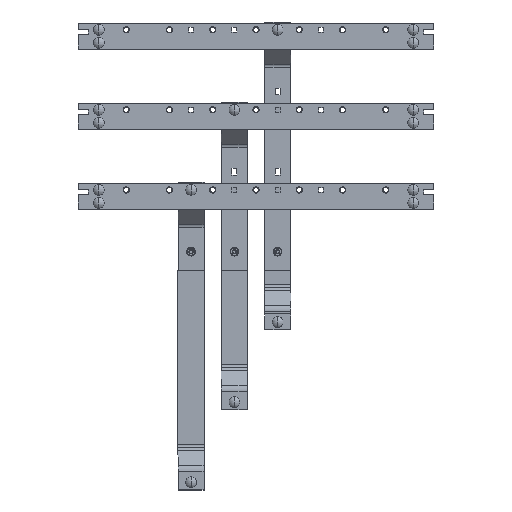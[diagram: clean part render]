
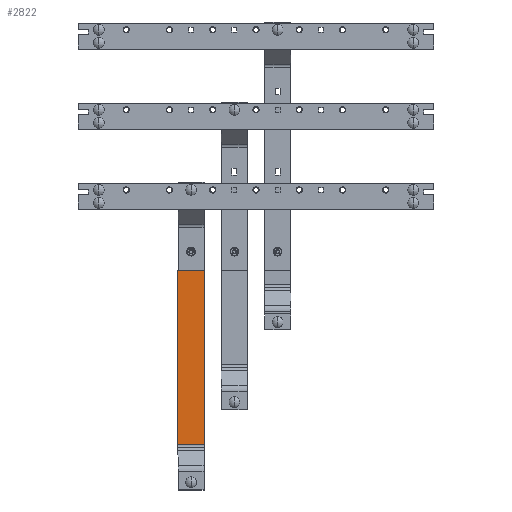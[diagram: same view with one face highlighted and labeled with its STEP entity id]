
A CAD part, top view. The second image highlights one B-rep face of the part: STEP entity #2822.
In plain terms, the highlighted planar face has unit normal (0, 0, 1).
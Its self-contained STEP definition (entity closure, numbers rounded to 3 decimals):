
#2822=ADVANCED_FACE('',(#6402),#6403,.T.);
#6402=FACE_OUTER_BOUND('',#11153,.T.);
#6403=PLANE('',#11154);
#11153=EDGE_LOOP('',(#17820,#17821,#17822,#17823));
#11154=AXIS2_PLACEMENT_3D('',#17824,#17825,#17826);
#17820=ORIENTED_EDGE('',*,*,#28452,.T.);
#17821=ORIENTED_EDGE('',*,*,#28453,.F.);
#17822=ORIENTED_EDGE('',*,*,#28454,.F.);
#17823=ORIENTED_EDGE('',*,*,#28449,.T.);
#17824=CARTESIAN_POINT('',(230.625,305.85,15.683));
#17825=DIRECTION('',(0.0,0.0,1.0));
#17826=DIRECTION('',(0.0,-1.0,0.0));
#28449=EDGE_CURVE('',#33774,#33772,#33775,.T.);
#28452=EDGE_CURVE('',#33772,#33778,#33779,.T.);
#28453=EDGE_CURVE('',#33780,#33778,#33781,.T.);
#28454=EDGE_CURVE('',#33774,#33780,#33782,.T.);
#33772=VERTEX_POINT('',#43349);
#33774=VERTEX_POINT('',#43351);
#33775=LINE('',#43352,#43353);
#33778=VERTEX_POINT('',#43356);
#33779=LINE('',#43357,#43358);
#33780=VERTEX_POINT('',#43359);
#33781=LINE('',#43360,#43361);
#33782=LINE('',#43362,#43363);
#43349=CARTESIAN_POINT('',(291.375,104.15,15.683));
#43351=CARTESIAN_POINT('',(230.625,104.15,15.683));
#43352=CARTESIAN_POINT('',(230.625,104.15,15.683));
#43353=VECTOR('',#54560,1.0);
#43356=CARTESIAN_POINT('',(291.375,507.55,15.683));
#43357=CARTESIAN_POINT('',(291.375,104.15,15.683));
#43358=VECTOR('',#54564,1.0);
#43359=CARTESIAN_POINT('',(230.625,507.55,15.683));
#43360=CARTESIAN_POINT('',(230.625,507.55,15.683));
#43361=VECTOR('',#54565,1.0);
#43362=CARTESIAN_POINT('',(230.625,104.15,15.683));
#43363=VECTOR('',#54566,1.0);
#54560=DIRECTION('',(1.0,0.0,0.0));
#54564=DIRECTION('',(0.0,1.0,0.0));
#54565=DIRECTION('',(1.0,0.0,0.0));
#54566=DIRECTION('',(0.0,1.0,0.0));
